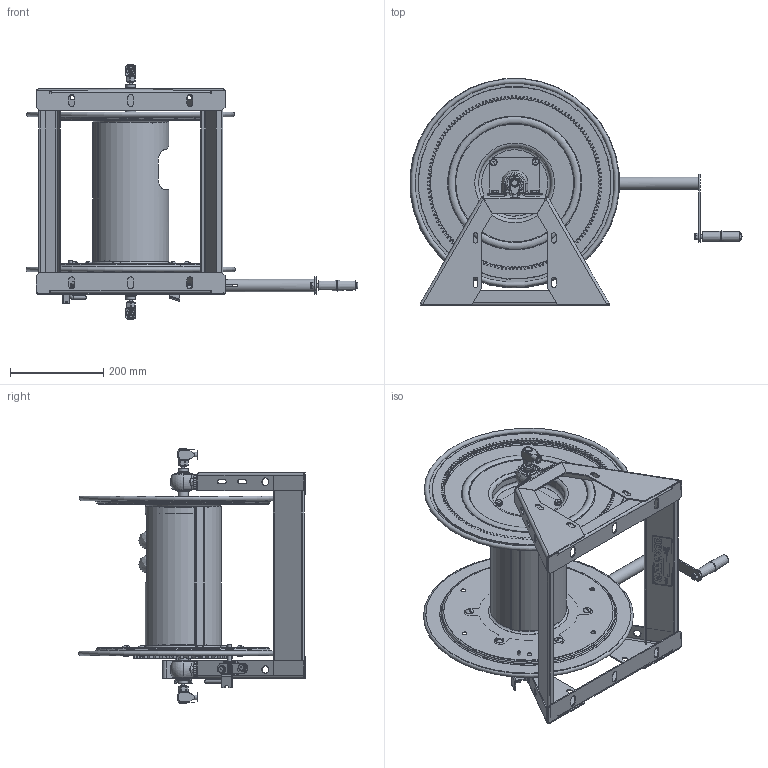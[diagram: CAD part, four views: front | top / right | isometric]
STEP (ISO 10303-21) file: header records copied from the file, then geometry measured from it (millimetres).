
FILE_DESCRIPTION(/* description */ (''),/* implementation_level */ '2;1');
FILE_NAME(/* name */ '1275HPL-4-12-C_SHARED.stp',/* time_stamp */ '2020-03-16T13:33:52-07:00',/* author */ ('NMelton'),/* organization */ (''),/* preprocessor_version */ 'ST-DEVELOPER v17',/* originating_system */ 'Autodesk Inventor 2019',/* authorisation */ '');
FILE_SCHEMA (('CONFIG_CONTROL_DESIGN','AUTOMOTIVE_DESIGN { 1 0 10303 214 3 1 1 }'));
Products named in the file (1): 1275HPL-4-12-C_SHARED
Bounding box: 712.93 x 487.35 x 546.35 mm (x, y, z)
Surface area: 1885231.4 mm2 (no closed solid volume)
Topology: 0 solids, 173 shells, 3301 faces, 11281 edges, 7921 vertices
Faces by surface type: cylinder 1247, plane 1133, cone 509, bspline 252, torus 126, sphere 34
Full cylindrical faces by diameter (mm): 1.245 x4, 1.321 x7, 2.54 x1, 3.048 x1, 3.975 x5, 6.35 x2, 6.477 x1, 6.909 x1, 6.985 x4, 7.925 x4, 7.937 x6, 7.938 x7, 8.382 x2, 8.712 x4, 8.738 x1, 8.763 x1, 9.271 x1, 10.414 x6, 10.541 x1, 10.592 x2, 11.43 x7, 12.192 x7, 12.7 x4, 12.859 x3, 13.398 x2, 13.868 x2, 14.186 x4, 14.3 x1, 15.875 x2, 16.662 x4
Entity records: 140462 total; most frequent: CARTESIAN_POINT 44734, ORIENTED_EDGE 18539, DIRECTION 18244, EDGE_CURVE 11235, VERTEX_POINT 7921, AXIS2_PLACEMENT_3D 6683, LINE 4878, VECTOR 4878
